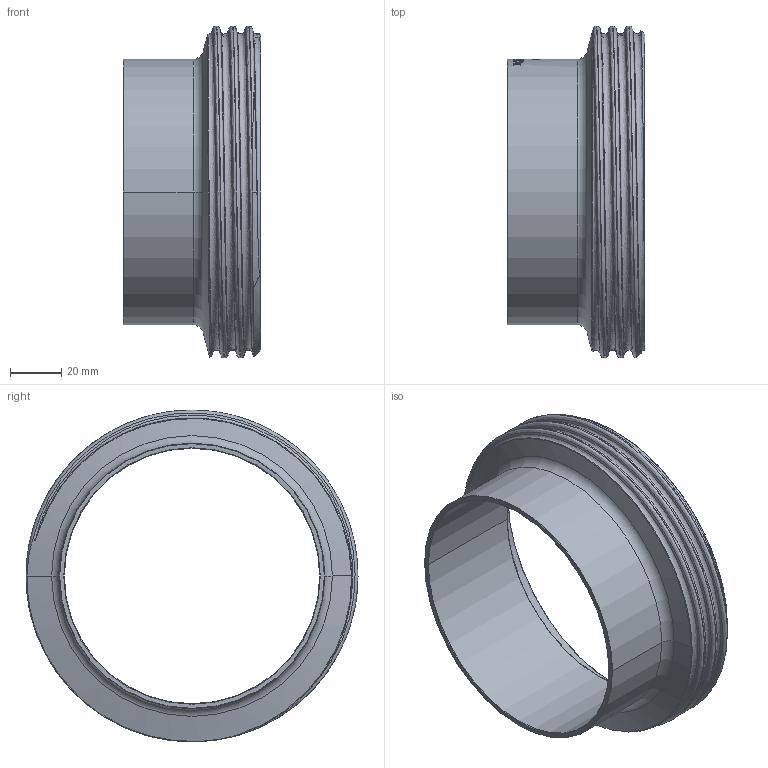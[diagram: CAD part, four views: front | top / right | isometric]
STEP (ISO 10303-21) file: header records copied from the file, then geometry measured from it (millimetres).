
FILE_DESCRIPTION (( 'STEP AP214' ), '1' );
FILE_NAME ('GL-213-100-x Gewindestutzen DIN11851 SC104 x2,0 1709.STEP', '2017-08-29T09:14:32', ( '' ), ( '' ), 'SwSTEP 2.0', 'SolidWorks 2016', '' );
FILE_SCHEMA (( 'AUTOMOTIVE_DESIGN' ));
Length unit declared in the file: millimetre
Products named in the file (1): GL-213-100-x Gewindestutzen DIN11851 SC104 x2,0 1709
Bounding box: 54 x 130 x 130 mm (x, y, z)
Volume: 91005.6 mm3; surface area: 50346.2 mm2
Topology: 1 solids, 1 shells, 229 faces, 593 edges, 387 vertices
Faces by surface type: bspline 104, plane 56, cylinder 39, torus 23, cone 7
Entity records: 26410 total; most frequent: CARTESIAN_POINT 19844, ORIENTED_EDGE 1186, DIRECTION 612, EDGE_CURVE 593, VERTEX_POINT 387, B_SPLINE_CURVE_WITH_KNOTS 345, AXIS2_PLACEMENT_3D 254, EDGE_LOOP 252
